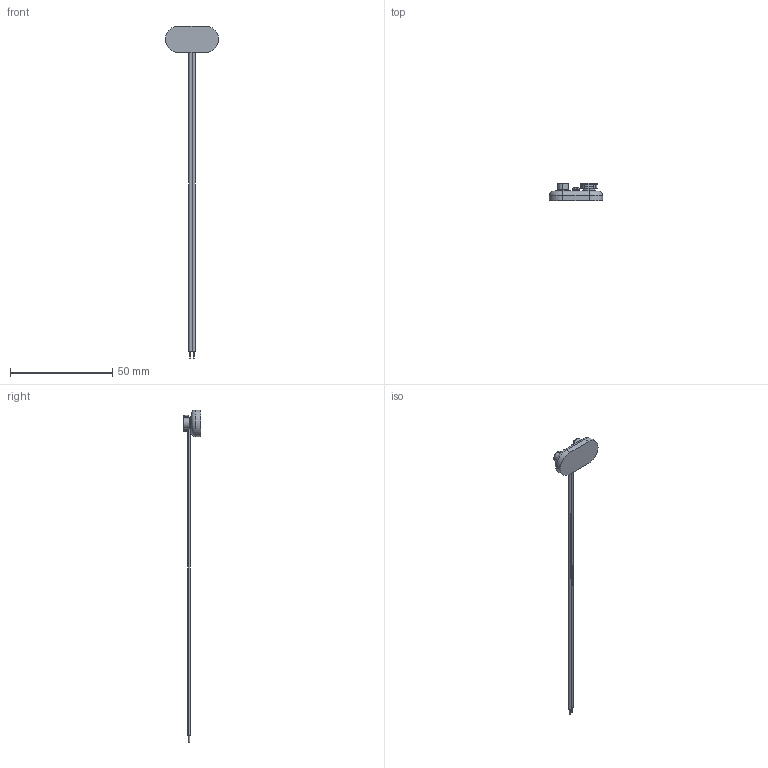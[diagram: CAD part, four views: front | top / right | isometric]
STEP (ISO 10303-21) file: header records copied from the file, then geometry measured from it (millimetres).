
FILE_DESCRIPTION (( 'STEP AP214' ), '1' );
FILE_NAME ('BS6T-MC.STEP', '2020-02-07T13:57:44', ( '' ), ( '' ), 'SwSTEP 2.0', 'SolidWorks 2017', '' );
FILE_SCHEMA (( 'AUTOMOTIVE_DESIGN' ));
Length unit declared in the file: millimetre
Products named in the file (1): BS6T-MC
Bounding box: 26.05 x 8.66 x 162.08 mm (x, y, z)
Volume: 1945.8 mm3; surface area: 3765 mm2
Topology: 7 solids, 7 shells, 135 faces, 319 edges, 202 vertices
Faces by surface type: plane 56, cylinder 51, torus 20, bspline 8
Entity records: 6591 total; most frequent: CARTESIAN_POINT 3321, DIRECTION 705, ORIENTED_EDGE 638, EDGE_CURVE 319, AXIS2_PLACEMENT_3D 290, VERTEX_POINT 202, CIRCLE 162, EDGE_LOOP 155
